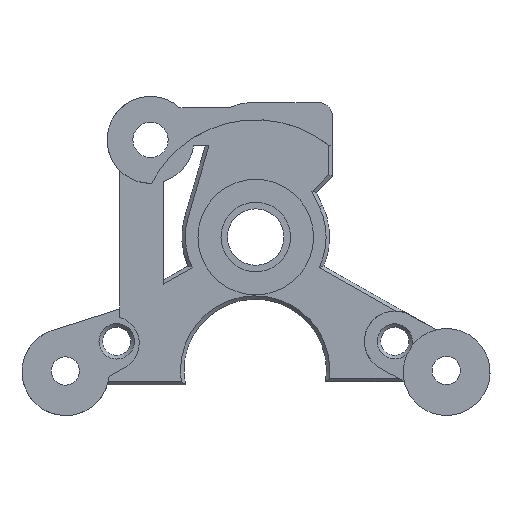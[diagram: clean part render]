
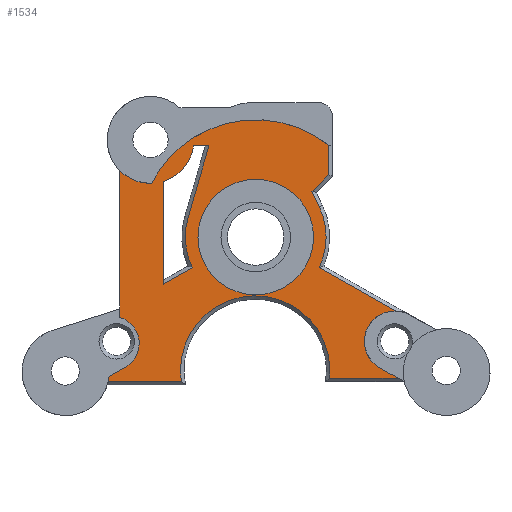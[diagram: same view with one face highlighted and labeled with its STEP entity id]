
A CAD part, front view. The second image highlights one B-rep face of the part: STEP entity #1534.
In plain terms, the highlighted planar face has unit normal (0, -1, 0).
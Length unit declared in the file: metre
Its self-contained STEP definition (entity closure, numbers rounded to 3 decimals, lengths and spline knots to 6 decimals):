
#63=CIRCLE('',#1823,0.013726);
#66=CIRCLE('',#1828,0.005);
#74=CIRCLE('',#1843,0.0035);
#82=CIRCLE('',#1855,0.00665);
#88=CIRCLE('',#1872,0.0081);
#89=CIRCLE('',#1875,0.0086);
#90=CIRCLE('',#1879,0.0081);
#102=CIRCLE('',#1911,0.003124);
#104=CIRCLE('',#1915,0.0135);
#106=CIRCLE('',#1923,0.005);
#108=CIRCLE('',#1930,0.00502);
#132=LINE('',#2398,#247);
#174=LINE('',#2574,#289);
#205=LINE('',#2708,#320);
#208=LINE('',#2714,#323);
#211=LINE('',#2722,#326);
#213=LINE('',#2733,#328);
#214=LINE('',#2740,#329);
#222=LINE('',#2775,#337);
#223=LINE('',#2777,#338);
#230=LINE('',#2798,#345);
#235=LINE('',#2822,#350);
#238=LINE('',#2827,#353);
#239=LINE('',#2829,#354);
#244=LINE('',#2850,#359);
#247=VECTOR('',#1941,1.);
#289=VECTOR('',#2083,1.);
#320=VECTOR('',#2218,1.);
#323=VECTOR('',#2223,1.);
#326=VECTOR('',#2232,1.);
#328=VECTOR('',#2240,1.);
#329=VECTOR('',#2243,1.);
#337=VECTOR('',#2287,1.);
#338=VECTOR('',#2290,1.);
#345=VECTOR('',#2317,1.);
#350=VECTOR('',#2342,1.);
#353=VECTOR('',#2347,1.);
#354=VECTOR('',#2350,1.);
#359=VECTOR('',#2381,1.);
#741=ORIENTED_EDGE('',*,*,#857,.T.);
#742=ORIENTED_EDGE('',*,*,#966,.T.);
#743=ORIENTED_EDGE('',*,*,#963,.F.);
#744=ORIENTED_EDGE('',*,*,#849,.F.);
#745=ORIENTED_EDGE('',*,*,#955,.F.);
#746=ORIENTED_EDGE('',*,*,#949,.T.);
#747=ORIENTED_EDGE('',*,*,#973,.T.);
#748=ORIENTED_EDGE('',*,*,#974,.T.);
#749=ORIENTED_EDGE('',*,*,#917,.F.);
#750=ORIENTED_EDGE('',*,*,#774,.T.);
#751=ORIENTED_EDGE('',*,*,#939,.F.);
#752=ORIENTED_EDGE('',*,*,#881,.F.);
#753=ORIENTED_EDGE('',*,*,#909,.T.);
#754=ORIENTED_EDGE('',*,*,#915,.T.);
#755=ORIENTED_EDGE('',*,*,#916,.T.);
#756=ORIENTED_EDGE('',*,*,#912,.T.);
#757=ORIENTED_EDGE('',*,*,#938,.T.);
#758=ORIENTED_EDGE('',*,*,#959,.T.);
#759=ORIENTED_EDGE('',*,*,#964,.F.);
#760=ORIENTED_EDGE('',*,*,#863,.F.);
#761=ORIENTED_EDGE('',*,*,#960,.T.);
#762=ORIENTED_EDGE('',*,*,#922,.T.);
#763=ORIENTED_EDGE('',*,*,#925,.T.);
#764=ORIENTED_EDGE('',*,*,#920,.T.);
#765=ORIENTED_EDGE('',*,*,#889,.F.);
#774=EDGE_CURVE('',#976,#979,#132,.T.);
#849=EDGE_CURVE('',#1031,#1029,#174,.T.);
#857=EDGE_CURVE('',#1040,#1039,#63,.T.);
#863=EDGE_CURVE('',#1044,#1043,#66,.F.);
#881=EDGE_CURVE('',#1059,#1056,#74,.T.);
#889=EDGE_CURVE('',#1067,#1067,#82,.T.);
#909=EDGE_CURVE('',#1059,#1078,#205,.T.);
#912=EDGE_CURVE('',#1081,#1080,#208,.T.);
#915=EDGE_CURVE('',#1078,#1082,#88,.T.);
#916=EDGE_CURVE('',#1082,#1081,#211,.T.);
#917=EDGE_CURVE('',#976,#1083,#89,.T.);
#920=EDGE_CURVE('',#1085,#1084,#213,.T.);
#922=EDGE_CURVE('',#1086,#1087,#214,.T.);
#925=EDGE_CURVE('',#1087,#1085,#90,.T.);
#938=EDGE_CURVE('',#1080,#1094,#222,.T.);
#939=EDGE_CURVE('',#1056,#979,#223,.T.);
#949=EDGE_CURVE('',#1099,#1097,#230,.T.);
#955=EDGE_CURVE('',#1099,#1031,#102,.T.);
#959=EDGE_CURVE('',#1094,#1040,#104,.T.);
#960=EDGE_CURVE('',#1044,#1086,#235,.T.);
#963=EDGE_CURVE('',#1029,#1104,#238,.T.);
#964=EDGE_CURVE('',#1043,#1084,#239,.T.);
#966=EDGE_CURVE('',#1039,#1104,#106,.T.);
#973=EDGE_CURVE('',#1097,#1107,#108,.T.);
#974=EDGE_CURVE('',#1107,#1083,#244,.T.);
#976=VERTEX_POINT('',#2391);
#979=VERTEX_POINT('',#2397);
#1029=VERTEX_POINT('',#2569);
#1031=VERTEX_POINT('',#2573);
#1039=VERTEX_POINT('',#2592);
#1040=VERTEX_POINT('',#2594);
#1043=VERTEX_POINT('',#2603);
#1044=VERTEX_POINT('',#2605);
#1056=VERTEX_POINT('',#2638);
#1059=VERTEX_POINT('',#2644);
#1067=VERTEX_POINT('',#2665);
#1078=VERTEX_POINT('',#2707);
#1080=VERTEX_POINT('',#2713);
#1081=VERTEX_POINT('',#2715);
#1082=VERTEX_POINT('',#2719);
#1083=VERTEX_POINT('',#2725);
#1084=VERTEX_POINT('',#2732);
#1085=VERTEX_POINT('',#2734);
#1086=VERTEX_POINT('',#2741);
#1087=VERTEX_POINT('',#2742);
#1094=VERTEX_POINT('',#2774);
#1097=VERTEX_POINT('',#2796);
#1099=VERTEX_POINT('',#2799);
#1104=VERTEX_POINT('',#2825);
#1107=VERTEX_POINT('',#2847);
#1237=EDGE_LOOP('',(#741,#742,#743,#744,#745,#746,#747,#748,#749,#750,#751,
#752,#753,#754,#755,#756,#757,#758));
#1238=EDGE_LOOP('',(#759,#760,#761,#762,#763,#764));
#1239=EDGE_LOOP('',(#765));
#1357=FACE_BOUND('',#1237,.T.);
#1358=FACE_BOUND('',#1238,.T.);
#1359=FACE_BOUND('',#1239,.T.);
#1408=PLANE('',#1931);
#1534=ADVANCED_FACE('',(#1357,#1358,#1359),#1408,.T.);
#1823=AXIS2_PLACEMENT_3D('',#2593,#2099,#2100);
#1828=AXIS2_PLACEMENT_3D('',#2606,#2112,#2113);
#1843=AXIS2_PLACEMENT_3D('',#2645,#2151,#2152);
#1855=AXIS2_PLACEMENT_3D('',#2664,#2175,#2176);
#1872=AXIS2_PLACEMENT_3D('',#2720,#2228,#2229);
#1875=AXIS2_PLACEMENT_3D('',#2724,#2235,#2236);
#1879=AXIS2_PLACEMENT_3D('',#2746,#2248,#2249);
#1911=AXIS2_PLACEMENT_3D('',#2813,#2328,#2329);
#1915=AXIS2_PLACEMENT_3D('',#2820,#2338,#2339);
#1923=AXIS2_PLACEMENT_3D('',#2834,#2359,#2360);
#1930=AXIS2_PLACEMENT_3D('',#2848,#2377,#2378);
#1931=AXIS2_PLACEMENT_3D('',#2849,#2379,#2380);
#1941=DIRECTION('',(1.,0.,0.));
#2083=DIRECTION('',(0.,0.,1.));
#2099=DIRECTION('',(0.,-1.,0.));
#2100=DIRECTION('',(0.,0.,-1.));
#2112=DIRECTION('',(0.,-1.,0.));
#2113=DIRECTION('',(0.,0.,-1.));
#2151=DIRECTION('',(0.,-1.,0.));
#2152=DIRECTION('',(0.,0.,-1.));
#2175=DIRECTION('',(0.,-1.,0.));
#2176=DIRECTION('',(0.,0.,1.));
#2218=DIRECTION('',(-0.87,0.,0.493));
#2223=DIRECTION('',(0.707,0.,0.707));
#2228=DIRECTION('',(0.,-1.,0.));
#2229=DIRECTION('',(0.,0.,1.));
#2232=DIRECTION('',(-0.431,0.,0.902));
#2235=DIRECTION('',(0.,-1.,0.));
#2236=DIRECTION('',(0.,0.,-1.));
#2240=DIRECTION('',(-0.87,0.,-0.493));
#2243=DIRECTION('',(-0.279,0.,-0.96));
#2248=DIRECTION('',(0.,-1.,0.));
#2249=DIRECTION('',(0.,0.,1.));
#2287=DIRECTION('',(0.,0.,1.));
#2290=DIRECTION('',(0.87,0.,-0.493));
#2317=DIRECTION('',(-0.87,0.,-0.493));
#2328=DIRECTION('',(0.,-1.,0.));
#2329=DIRECTION('',(1.,0.,0.));
#2338=DIRECTION('',(0.,-1.,0.));
#2339=DIRECTION('',(0.,0.,1.));
#2342=DIRECTION('',(1.,0.,0.));
#2347=DIRECTION('',(0.,0.,1.));
#2350=DIRECTION('',(0.,0.,-1.));
#2359=DIRECTION('',(0.,1.,0.));
#2360=DIRECTION('',(0.,0.,1.));
#2377=DIRECTION('',(0.,1.,0.));
#2378=DIRECTION('',(1.,0.,0.));
#2379=DIRECTION('',(0.,-1.,0.));
#2380=DIRECTION('',(1.,0.,0.));
#2381=DIRECTION('',(1.,0.,0.));
#2391=CARTESIAN_POINT('',(0.223528,0.030877,0.176437));
#2397=CARTESIAN_POINT('',(0.231419,0.030877,0.176437));
#2398=CARTESIAN_POINT('',(0.223528,0.030877,0.176437));
#2569=CARTESIAN_POINT('',(0.199384,0.030877,0.184399));
#2573=CARTESIAN_POINT('',(0.199384,0.030877,0.183439));
#2574=CARTESIAN_POINT('',(0.199384,0.030877,0.196216));
#2592=CARTESIAN_POINT('',(0.203038,0.030879,0.19886));
#2593=CARTESIAN_POINT('',(0.215213,0.030877,0.192522));
#2594=CARTESIAN_POINT('',(0.20792,0.030877,0.204151));
#2603=CARTESIAN_POINT('',(0.204384,0.030879,0.199077));
#2605=CARTESIAN_POINT('',(0.207882,0.030877,0.203177));
#2606=CARTESIAN_POINT('',(0.202929,0.030877,0.203861));
#2638=CARTESIAN_POINT('',(0.22931,0.030877,0.177631));
#2644=CARTESIAN_POINT('',(0.231147,0.030877,0.184175));
#2645=CARTESIAN_POINT('',(0.231034,0.030877,0.180677));
#2664=CARTESIAN_POINT('',(0.215034,0.030877,0.192677));
#2665=CARTESIAN_POINT('',(0.215034,0.030877,0.199327));
#2707=CARTESIAN_POINT('',(0.222333,0.030877,0.189164));
#2708=CARTESIAN_POINT('',(0.231147,0.030877,0.184175));
#2713=CARTESIAN_POINT('',(0.223434,0.030877,0.199842));
#2714=CARTESIAN_POINT('',(0.221507,0.030877,0.197916));
#2715=CARTESIAN_POINT('',(0.221507,0.030877,0.197916));
#2719=CARTESIAN_POINT('',(0.222341,0.030877,0.196172));
#2720=CARTESIAN_POINT('',(0.215034,0.030877,0.192677));
#2722=CARTESIAN_POINT('',(0.222604,0.030877,0.195622));
#2724=CARTESIAN_POINT('',(0.214973,0.030877,0.177317));
#2725=CARTESIAN_POINT('',(0.206463,0.030877,0.176077));
#2732=CARTESIAN_POINT('',(0.204384,0.030877,0.187267));
#2733=CARTESIAN_POINT('',(0.207735,0.030877,0.189164));
#2734=CARTESIAN_POINT('',(0.207735,0.030877,0.189164));
#2740=CARTESIAN_POINT('',(0.207075,0.030877,0.194315));
#2741=CARTESIAN_POINT('',(0.20965,0.030877,0.203177));
#2742=CARTESIAN_POINT('',(0.207256,0.030877,0.194937));
#2746=CARTESIAN_POINT('',(0.215034,0.030877,0.192677));
#2774=CARTESIAN_POINT('',(0.223434,0.030877,0.203245));
#2775=CARTESIAN_POINT('',(0.223434,0.030877,0.199842));
#2777=CARTESIAN_POINT('',(0.22931,0.030877,0.177631));
#2796=CARTESIAN_POINT('',(0.198154,0.030877,0.176658));
#2798=CARTESIAN_POINT('',(0.200038,0.030877,0.177724));
#2799=CARTESIAN_POINT('',(0.200038,0.030877,0.177724));
#2813=CARTESIAN_POINT('',(0.198499,0.030877,0.180443));
#2820=CARTESIAN_POINT('',(0.215034,0.030877,0.192677));
#2822=CARTESIAN_POINT('',(0.207882,0.030877,0.203177));
#2825=CARTESIAN_POINT('',(0.199384,0.030877,0.200335));
#2827=CARTESIAN_POINT('',(0.199384,0.030877,0.184399));
#2829=CARTESIAN_POINT('',(0.204384,0.030877,0.199077));
#2834=CARTESIAN_POINT('',(0.202929,0.030877,0.203861));
#2847=CARTESIAN_POINT('',(0.198061,0.030877,0.176077));
#2848=CARTESIAN_POINT('',(0.193159,0.030877,0.17716));
#2849=CARTESIAN_POINT('',(0.215034,0.030877,0.192001));
#2850=CARTESIAN_POINT('',(0.198061,0.030877,0.176077));
